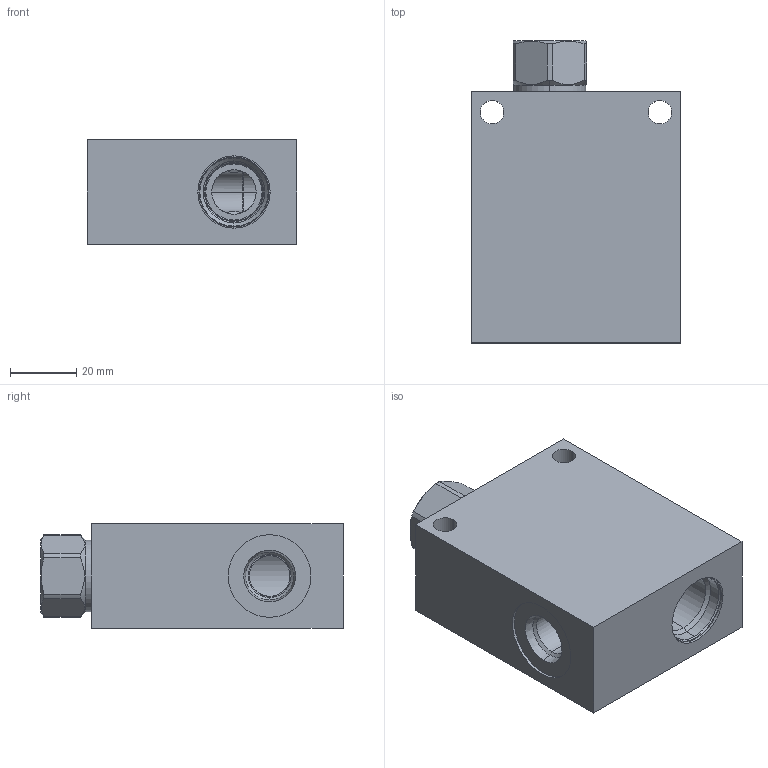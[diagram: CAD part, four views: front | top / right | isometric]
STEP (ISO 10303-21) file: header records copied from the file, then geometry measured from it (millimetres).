
FILE_DESCRIPTION((''),'2;1');
FILE_NAME('FNI_ASM','2024-06-25T',('ProEService'),(''),'PRO/ENGINEER BY PARAMETRIC TECHNOLOGY CORPORATION, 2014200','PRO/ENGINEER BY PARAMETRIC TECHNOLOGY CORPORATION, 2014200','');
FILE_SCHEMA(('CONFIG_CONTROL_DESIGN'));
Length unit declared in the file: inch
Products named in the file (3): 150-309-004; CXDAXAN; FNI_ASM
Assembly tree (2 placements, depth 2):
  FNI_ASM
    150-309-004
    CXDAXAN
Bounding box: 63.5 x 91.44 x 31.75 mm (x, y, z)
Volume: 132925.5 mm3; surface area: 32981.4 mm2
Topology: 3 solids, 3 shells, 282 faces, 812 edges, 624 vertices
Faces by surface type: cylinder 138, cone 67, plane 43, torus 28, revolution 6
Entity records: 11319 total; most frequent: CARTESIAN_POINT 3970, DIRECTION 1546, ORIENTED_EDGE 1318, EDGE_CURVE 659, AXIS2_PLACEMENT_3D 592, VERTEX_POINT 401, VECTOR 356, LINE 356
